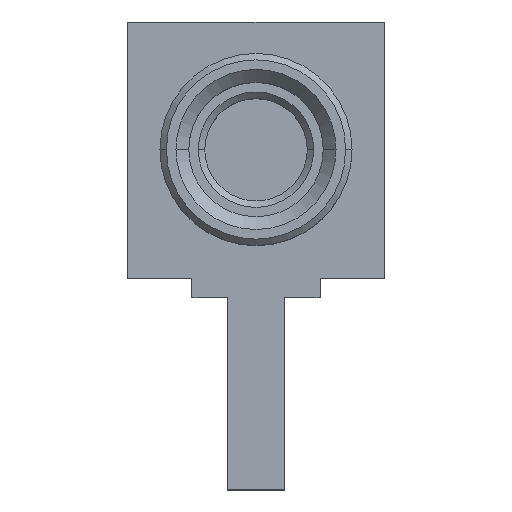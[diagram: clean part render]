
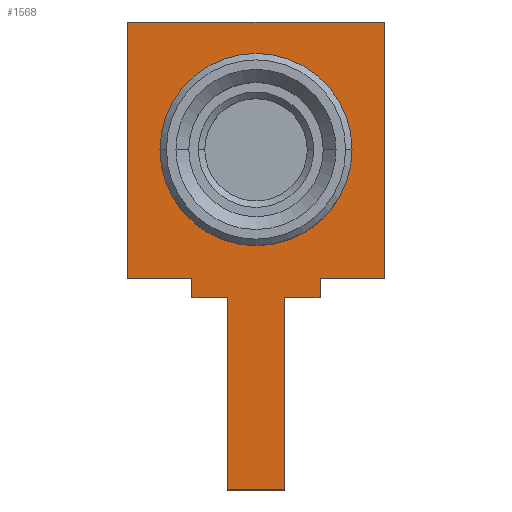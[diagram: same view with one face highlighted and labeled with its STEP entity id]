
A CAD part, top view. The second image highlights one B-rep face of the part: STEP entity #1568.
In plain terms, the highlighted planar face has unit normal (0, 0, 1).
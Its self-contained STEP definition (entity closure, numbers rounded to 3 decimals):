
#9 = CARTESIAN_POINT ( 'NONE',  ( -0.45, -2.3, -5.2 ) ) ;
#14 = LINE ( 'NONE', #364, #1687 ) ;
#18 = LINE ( 'NONE', #622, #1692 ) ;
#44 = ORIENTED_EDGE ( 'NONE', *, *, #875, .F. ) ;
#51 = VECTOR ( 'NONE', #2288, 1000. ) ;
#59 = EDGE_CURVE ( 'NONE', #1120, #811, #18, .T. ) ;
#65 = VECTOR ( 'NONE', #2132, 1000. ) ;
#71 = EDGE_CURVE ( 'NONE', #2109, #2576, #2279, .T. ) ;
#76 = FACE_OUTER_BOUND ( 'NONE', #253, .T. ) ;
#112 = LINE ( 'NONE', #797, #1221 ) ;
#141 = DIRECTION ( 'NONE',  ( 1., 0., 0. ) ) ;
#145 = DIRECTION ( 'NONE',  ( 0., -1., 0. ) ) ;
#210 = ORIENTED_EDGE ( 'NONE', *, *, #791, .F. ) ;
#211 = CARTESIAN_POINT ( 'NONE',  ( 1.1, 0., -5.2 ) ) ;
#253 = EDGE_LOOP ( 'NONE', ( #1204, #474, #1543, #1640, #2689, #1055, #2136, #547, #915, #2584, #2241, #44 ) ) ;
#309 = CARTESIAN_POINT ( 'NONE',  ( 0., 0., -5.2 ) ) ;
#320 = DIRECTION ( 'NONE',  ( -1., 0., 0. ) ) ;
#363 = CARTESIAN_POINT ( 'NONE',  ( -1.1, 0., -5.2 ) ) ;
#364 = CARTESIAN_POINT ( 'NONE',  ( 0., -2.3, -5.2 ) ) ;
#426 = LINE ( 'NONE', #548, #1609 ) ;
#430 = AXIS2_PLACEMENT_3D ( 'NONE', #2807, #1312, #2602 ) ;
#474 = ORIENTED_EDGE ( 'NONE', *, *, #663, .F. ) ;
#479 = DIRECTION ( 'NONE',  ( 1., 0., 0. ) ) ;
#518 = CARTESIAN_POINT ( 'NONE',  ( 1., -2., -5.2 ) ) ;
#523 = LINE ( 'NONE', #662, #1646 ) ;
#530 = VERTEX_POINT ( 'NONE', #2592 ) ;
#547 = ORIENTED_EDGE ( 'NONE', *, *, #2750, .F. ) ;
#548 = CARTESIAN_POINT ( 'NONE',  ( 0.45, 0., -5.2 ) ) ;
#556 = VERTEX_POINT ( 'NONE', #1053 ) ;
#563 = VECTOR ( 'NONE', #2403, 1000. ) ;
#622 = CARTESIAN_POINT ( 'NONE',  ( 0., -2.3, -5.2 ) ) ;
#644 = EDGE_CURVE ( 'NONE', #717, #2527, #426, .T. ) ;
#647 = FACE_BOUND ( 'NONE', #1385, .T. ) ;
#662 = CARTESIAN_POINT ( 'NONE',  ( 1., 0., -5.2 ) ) ;
#663 = EDGE_CURVE ( 'NONE', #1584, #2718, #1172, .T. ) ;
#717 = VERTEX_POINT ( 'NONE', #878 ) ;
#788 = DIRECTION ( 'NONE',  ( 0., -1., 0. ) ) ;
#791 = EDGE_CURVE ( 'NONE', #2576, #2109, #2356, .T. ) ;
#797 = CARTESIAN_POINT ( 'NONE',  ( -1., 0., -5.2 ) ) ;
#804 = DIRECTION ( 'NONE',  ( -1., 0., 0. ) ) ;
#811 = VERTEX_POINT ( 'NONE', #9 ) ;
#838 = EDGE_CURVE ( 'NONE', #1131, #1374, #523, .T. ) ;
#849 = CARTESIAN_POINT ( 'NONE',  ( -1., -2., -5.2 ) ) ;
#856 = LINE ( 'NONE', #1765, #2514 ) ;
#875 = EDGE_CURVE ( 'NONE', #556, #1131, #856, .T. ) ;
#878 = CARTESIAN_POINT ( 'NONE',  ( 0.45, -2.3, -5.2 ) ) ;
#915 = ORIENTED_EDGE ( 'NONE', *, *, #644, .F. ) ;
#964 = CARTESIAN_POINT ( 'NONE',  ( 0., -2., -5.2 ) ) ;
#994 = LINE ( 'NONE', #2746, #1527 ) ;
#1006 = DIRECTION ( 'NONE',  ( 0., -1., 0. ) ) ;
#1038 = DIRECTION ( 'NONE',  ( 0., 0., 1. ) ) ;
#1053 = CARTESIAN_POINT ( 'NONE',  ( 2., -2., -5.2 ) ) ;
#1055 = ORIENTED_EDGE ( 'NONE', *, *, #59, .T. ) ;
#1069 = CARTESIAN_POINT ( 'NONE',  ( 0.45, -5.3, -5.2 ) ) ;
#1074 = VERTEX_POINT ( 'NONE', #2245 ) ;
#1081 = DIRECTION ( 'NONE',  ( 0., -1., 0. ) ) ;
#1120 = VERTEX_POINT ( 'NONE', #1602 ) ;
#1131 = VERTEX_POINT ( 'NONE', #518 ) ;
#1172 = LINE ( 'NONE', #1553, #563 ) ;
#1204 = ORIENTED_EDGE ( 'NONE', *, *, #2237, .F. ) ;
#1221 = VECTOR ( 'NONE', #788, 1000. ) ;
#1245 = DIRECTION ( 'NONE',  ( -1., 0., 0. ) ) ;
#1249 = DIRECTION ( 'NONE',  ( 1., 0., 0. ) ) ;
#1250 = EDGE_CURVE ( 'NONE', #1374, #717, #14, .T. ) ;
#1312 = DIRECTION ( 'NONE',  ( 0., 0., -1. ) ) ;
#1336 = DIRECTION ( 'NONE',  ( 0., -1., 0. ) ) ;
#1339 = DIRECTION ( 'NONE',  ( 0., 0., 1. ) ) ;
#1374 = VERTEX_POINT ( 'NONE', #2589 ) ;
#1385 = EDGE_LOOP ( 'NONE', ( #1848, #210 ) ) ;
#1421 = VECTOR ( 'NONE', #320, 1000. ) ;
#1432 = AXIS2_PLACEMENT_3D ( 'NONE', #309, #1038, #141 ) ;
#1437 = VERTEX_POINT ( 'NONE', #849 ) ;
#1523 = EDGE_CURVE ( 'NONE', #811, #1074, #1650, .T. ) ;
#1527 = VECTOR ( 'NONE', #145, 1000. ) ;
#1542 = CARTESIAN_POINT ( 'NONE',  ( 2., 2., -5.2 ) ) ;
#1543 = ORIENTED_EDGE ( 'NONE', *, *, #1865, .T. ) ;
#1553 = CARTESIAN_POINT ( 'NONE',  ( 0., 2., -5.2 ) ) ;
#1568 = ADVANCED_FACE ( 'NONE', ( #647, #76 ), #1830, .F. ) ;
#1584 = VERTEX_POINT ( 'NONE', #1811 ) ;
#1602 = CARTESIAN_POINT ( 'NONE',  ( -1., -2.3, -5.2 ) ) ;
#1609 = VECTOR ( 'NONE', #1006, 1000. ) ;
#1615 = CARTESIAN_POINT ( 'NONE',  ( -2., 0., -5.2 ) ) ;
#1640 = ORIENTED_EDGE ( 'NONE', *, *, #2464, .T. ) ;
#1646 = VECTOR ( 'NONE', #1336, 1000. ) ;
#1650 = LINE ( 'NONE', #1950, #2782 ) ;
#1687 = VECTOR ( 'NONE', #804, 1000. ) ;
#1692 = VECTOR ( 'NONE', #479, 1000. ) ;
#1743 = AXIS2_PLACEMENT_3D ( 'NONE', #2172, #1339, #1249 ) ;
#1765 = CARTESIAN_POINT ( 'NONE',  ( 0., -2., -5.2 ) ) ;
#1792 = LINE ( 'NONE', #1615, #51 ) ;
#1811 = CARTESIAN_POINT ( 'NONE',  ( -2., 2., -5.2 ) ) ;
#1830 = PLANE ( 'NONE',  #430 ) ;
#1848 = ORIENTED_EDGE ( 'NONE', *, *, #71, .F. ) ;
#1860 = EDGE_CURVE ( 'NONE', #1437, #1120, #112, .T. ) ;
#1865 = EDGE_CURVE ( 'NONE', #1584, #530, #1792, .T. ) ;
#1950 = CARTESIAN_POINT ( 'NONE',  ( -0.45, 0., -5.2 ) ) ;
#2069 = LINE ( 'NONE', #2184, #1421 ) ;
#2109 = VERTEX_POINT ( 'NONE', #211 ) ;
#2132 = DIRECTION ( 'NONE',  ( 1., 0., 0. ) ) ;
#2136 = ORIENTED_EDGE ( 'NONE', *, *, #1523, .T. ) ;
#2172 = CARTESIAN_POINT ( 'NONE',  ( 0., 0., -5.2 ) ) ;
#2184 = CARTESIAN_POINT ( 'NONE',  ( 0., -5.3, -5.2 ) ) ;
#2237 = EDGE_CURVE ( 'NONE', #2718, #556, #994, .T. ) ;
#2241 = ORIENTED_EDGE ( 'NONE', *, *, #838, .F. ) ;
#2245 = CARTESIAN_POINT ( 'NONE',  ( -0.45, -5.3, -5.2 ) ) ;
#2279 = CIRCLE ( 'NONE', #1743, 1.1 ) ;
#2288 = DIRECTION ( 'NONE',  ( 0., -1., 0. ) ) ;
#2319 = LINE ( 'NONE', #964, #65 ) ;
#2356 = CIRCLE ( 'NONE', #1432, 1.1 ) ;
#2403 = DIRECTION ( 'NONE',  ( 1., 0., 0. ) ) ;
#2464 = EDGE_CURVE ( 'NONE', #530, #1437, #2319, .T. ) ;
#2514 = VECTOR ( 'NONE', #1245, 1000. ) ;
#2527 = VERTEX_POINT ( 'NONE', #1069 ) ;
#2576 = VERTEX_POINT ( 'NONE', #363 ) ;
#2584 = ORIENTED_EDGE ( 'NONE', *, *, #1250, .F. ) ;
#2589 = CARTESIAN_POINT ( 'NONE',  ( 1., -2.3, -5.2 ) ) ;
#2592 = CARTESIAN_POINT ( 'NONE',  ( -2., -2., -5.2 ) ) ;
#2602 = DIRECTION ( 'NONE',  ( -1., 0., 0. ) ) ;
#2689 = ORIENTED_EDGE ( 'NONE', *, *, #1860, .T. ) ;
#2718 = VERTEX_POINT ( 'NONE', #1542 ) ;
#2746 = CARTESIAN_POINT ( 'NONE',  ( 2., 0., -5.2 ) ) ;
#2750 = EDGE_CURVE ( 'NONE', #2527, #1074, #2069, .T. ) ;
#2782 = VECTOR ( 'NONE', #1081, 1000. ) ;
#2807 = CARTESIAN_POINT ( 'NONE',  ( 0., 1.1, -5.2 ) ) ;
